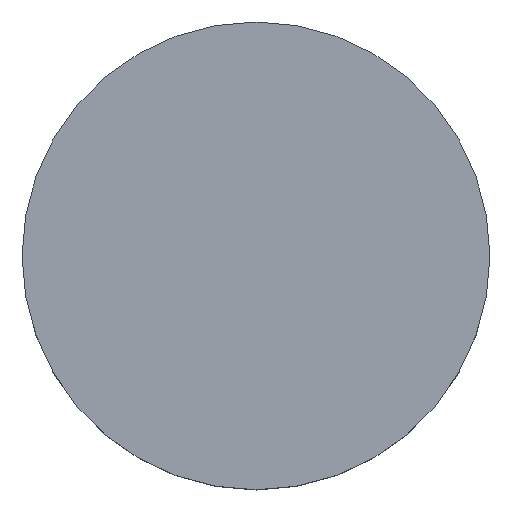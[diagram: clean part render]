
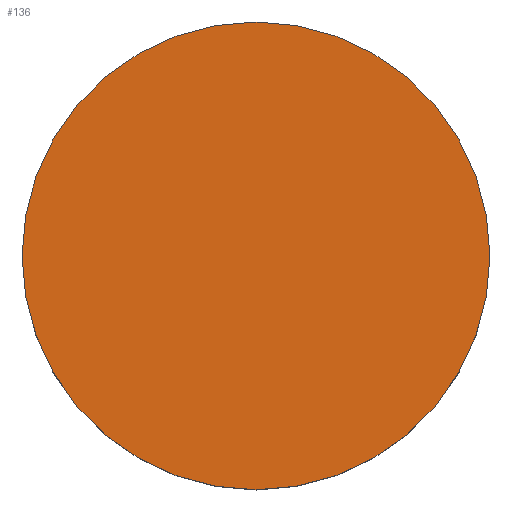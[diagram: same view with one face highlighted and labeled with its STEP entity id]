
A CAD part, top view. The second image highlights one B-rep face of the part: STEP entity #136.
In plain terms, the highlighted planar face has unit normal (0, 0, 1).
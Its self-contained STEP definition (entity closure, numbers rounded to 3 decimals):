
#8 = CARTESIAN_POINT ( 'NONE',  ( 0., 13.158, 3.3 ) ) ;
#25 = CIRCLE ( 'NONE', #189, 6.35 ) ;
#33 = PLANE ( 'NONE',  #42 ) ;
#42 = AXIS2_PLACEMENT_3D ( 'NONE', #8, #160, #112 ) ;
#45 = CARTESIAN_POINT ( 'NONE',  ( 6.35, 0., 3.3 ) ) ;
#48 = DIRECTION ( 'NONE',  ( 1., 0., 0. ) ) ;
#55 = EDGE_LOOP ( 'NONE', ( #122, #171 ) ) ;
#57 = CARTESIAN_POINT ( 'NONE',  ( -6.35, 0., 3.3 ) ) ;
#90 = VERTEX_POINT ( 'NONE', #57 ) ;
#92 = VERTEX_POINT ( 'NONE', #45 ) ;
#93 = DIRECTION ( 'NONE',  ( 0., 0., -1. ) ) ;
#94 = DIRECTION ( 'NONE',  ( 0., 0., -1. ) ) ;
#96 = CIRCLE ( 'NONE', #107, 6.35 ) ;
#98 = DIRECTION ( 'NONE',  ( 1., 0., 0. ) ) ;
#107 = AXIS2_PLACEMENT_3D ( 'NONE', #129, #93, #98 ) ;
#112 = DIRECTION ( 'NONE',  ( 1., 0., 0. ) ) ;
#120 = EDGE_CURVE ( 'NONE', #90, #92, #96, .T. ) ;
#122 = ORIENTED_EDGE ( 'NONE', *, *, #165, .F. ) ;
#129 = CARTESIAN_POINT ( 'NONE',  ( 0., 0., 3.3 ) ) ;
#136 = ADVANCED_FACE ( 'NONE', ( #180 ), #33, .T. ) ;
#160 = DIRECTION ( 'NONE',  ( 0., 0., 1. ) ) ;
#165 = EDGE_CURVE ( 'NONE', #92, #90, #25, .T. ) ;
#171 = ORIENTED_EDGE ( 'NONE', *, *, #120, .F. ) ;
#180 = FACE_OUTER_BOUND ( 'NONE', #55, .T. ) ;
#189 = AXIS2_PLACEMENT_3D ( 'NONE', #196, #94, #48 ) ;
#196 = CARTESIAN_POINT ( 'NONE',  ( 0., 0., 3.3 ) ) ;
